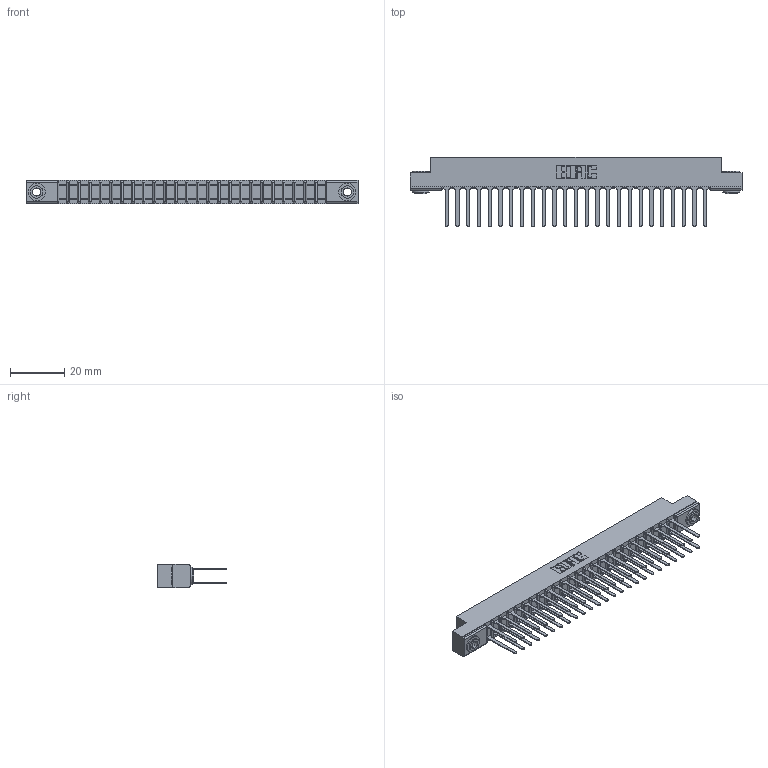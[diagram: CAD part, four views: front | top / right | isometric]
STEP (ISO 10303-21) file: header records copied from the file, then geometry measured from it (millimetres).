
FILE_DESCRIPTION (( 'STEP AP203' ), '1' );
FILE_NAME ('357-050-542-203.STEP', '2019-09-18T10:56:09', ( '' ), ( '' ), 'SwSTEP 2.0', 'SolidWorks 2016', '' );
FILE_SCHEMA (( 'CONFIG_CONTROL_DESIGN' ));
Length unit declared in the file: inch
Products named in the file (4): 307 Part_.156 Dia Mounting Holes; 307-290-001_542; 357-050-542-203; 345-250-002_345-250-002-102
Assembly tree (53 placements, depth 2):
  357-050-542-203
    307 Part_.156 Dia Mounting Holes
    307-290-001_542  x50
    345-250-002_345-250-002-102  x2
Bounding box: 122.07 x 25.43 x 8.71 mm (x, y, z)
Volume: 8176.8 mm3; surface area: 15909.6 mm2
Topology: 53 solids, 53 shells, 2496 faces, 6935 edges, 4482 vertices
Faces by surface type: plane 1644, cylinder 792, sphere 52, cone 8
Entity records: 25361 total; most frequent: CARTESIAN_POINT 4134, ORIENTED_EDGE 4086, DIRECTION 4071, EDGE_CURVE 2043, VECTOR 1553, LINE 1553, VERTEX_POINT 1322, AXIS2_PLACEMENT_3D 1259
